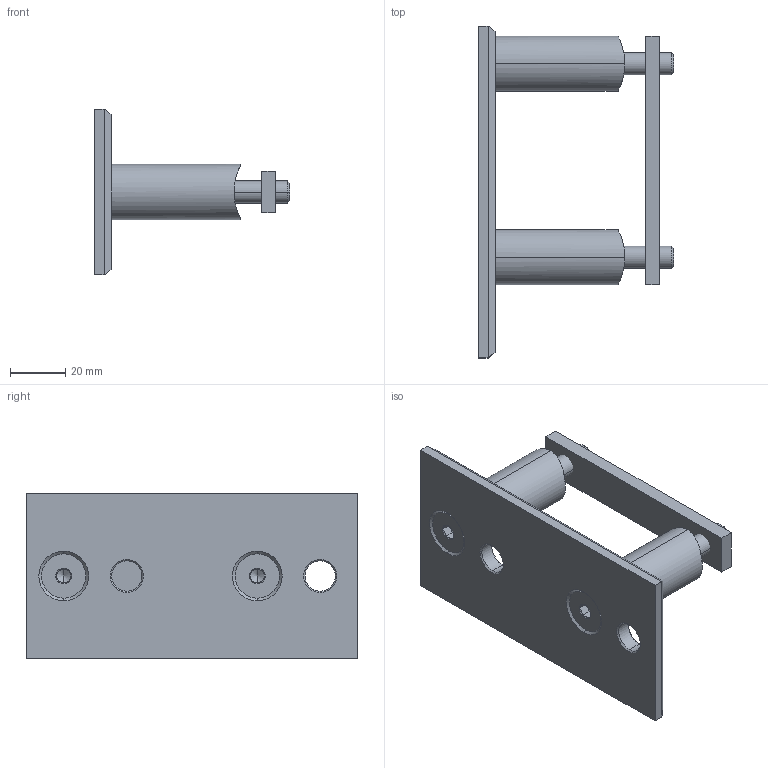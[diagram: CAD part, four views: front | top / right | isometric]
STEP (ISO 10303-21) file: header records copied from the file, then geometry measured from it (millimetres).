
FILE_DESCRIPTION (( 'STEP AP203' ), '1' );
FILE_NAME ('A6_004-6.STEP', '2021-01-14T14:16:46', ( '' ), ( '' ), 'SwSTEP 2.0', 'SolidWorks 2019', '' );
FILE_SCHEMA (( 'CONFIG_CONTROL_DESIGN' ));
Length unit declared in the file: millimetre
Products named in the file (5): A6_004-6 P3; A6_004-6 P1; DIN 7991_M8x70_A2-70; A6_004-6; A6_004-6 P2
Assembly tree (6 placements, depth 2):
  A6_004-6
    A6_004-6 P1
    A6_004-6 P2  x2
    A6_004-6 P3
    DIN 7991_M8x70_A2-70  x2
Bounding box: 70.6 x 120 x 60 mm (x, y, z)
Volume: 61306.9 mm3; surface area: 35369.9 mm2
Topology: 6 solids, 6 shells, 120 faces, 250 edges, 142 vertices
Faces by surface type: plane 48, cone 38, cylinder 34
Entity records: 3036 total; most frequent: CARTESIAN_POINT 621, DIRECTION 419, ORIENTED_EDGE 350, EDGE_CURVE 175, AXIS2_PLACEMENT_3D 163, VERTEX_POINT 103, EDGE_LOOP 100, VECTOR 93
